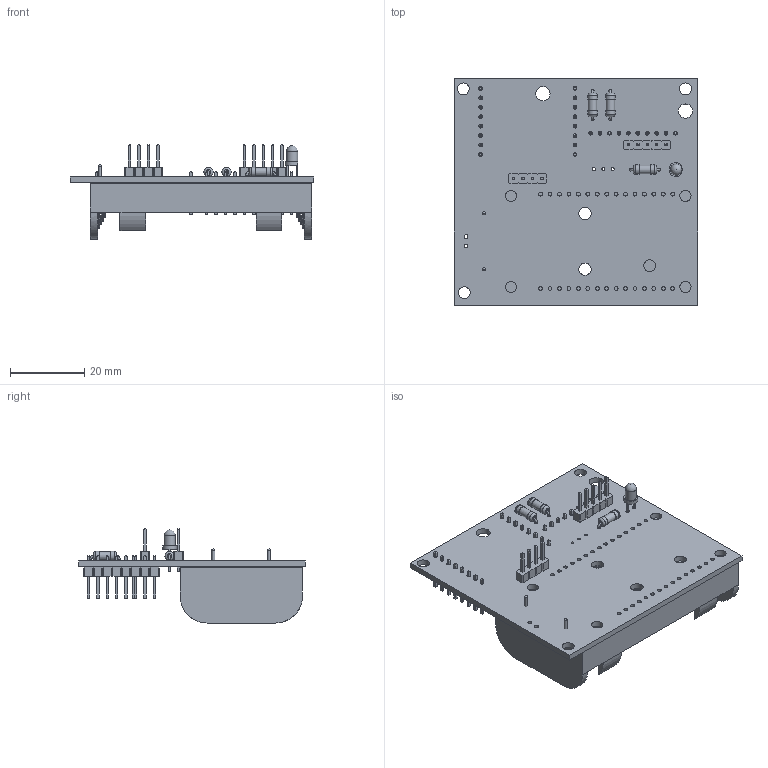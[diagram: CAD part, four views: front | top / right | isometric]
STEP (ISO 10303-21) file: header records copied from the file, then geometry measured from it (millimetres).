
FILE_DESCRIPTION(('KiCad electronic assembly'),'2;1');
FILE_NAME('loRa.step','2024-07-21T10:26:40',('Pcbnew'),('Kicad'), 'Open CASCADE STEP processor 7.7','KiCad to STEP converter','Unknown' );
FILE_SCHEMA(('AUTOMOTIVE_DESIGN { 1 0 10303 214 1 1 1 1 }'));
Length unit declared in the file: millimetre
Products named in the file (16): loRa 1; R_Axial_DIN0207_L6.3mm_D2.5mm_P7.62mm_Horizontal; R_Axial_DIN0207_L63mm_D25mm_P762mm_Horizontal; PinHeader_1x04_P2.54mm_Vertical; PinHeader_1x04_P254mm_Vertical; LED_D3.0mm; PinHeader_1x05_P2.54mm_Vertical; PinHeader_1x05_P254mm_Vertical; PinHeader_1x08_P2.54mm_Vertical; PinHeader_1x08_P254mm_Vertical; BatteryHolder_Keystone_2462_2xAA; Keystone_2462_2xAA; PinHeader_1x10_P2.54mm_Vertical; PinHeader_1x10_P254mm_Vertical; loRa_PCB
Assembly tree (18 placements, depth 3):
  loRa 1
    R_Axial_DIN0207_L6.3mm_D2.5mm_P7.62mm_Horizontal  x3
      R_Axial_DIN0207_L63mm_D25mm_P762mm_Horizontal
    PinHeader_1x04_P2.54mm_Vertical
      PinHeader_1x04_P254mm_Vertical
    LED_D3.0mm
      LED_D3.0mm
    PinHeader_1x05_P2.54mm_Vertical
      PinHeader_1x05_P254mm_Vertical
    PinHeader_1x08_P2.54mm_Vertical  x2
      PinHeader_1x08_P254mm_Vertical
    BatteryHolder_Keystone_2462_2xAA
      Keystone_2462_2xAA
    PinHeader_1x10_P2.54mm_Vertical
      PinHeader_1x10_P254mm_Vertical
    loRa_PCB
Bounding box: 65.53 x 60.83 x 25.34 mm (x, y, z)
Volume: 13570.2 mm3; surface area: 18929.8 mm2
Topology: 20 solids, 20 shells, 1108 faces, 2649 edges, 1666 vertices
Faces by surface type: plane 955, cylinder 138, torus 12, revolution 2, sphere 1
Full cylindrical faces by diameter (mm): 0.02 x1, 0.6 x6, 0.8 x11, 0.9 x2, 1 x35, 1.02 x32, 1.933 x2, 2.25 x3, 2.5 x6, 3 x5, 3.2 x4, 3.3 x2, 3.43 x2, 3.81 x2, 3.867 x4, 5.8 x4, 7.733 x4, 9.667 x2
Entity records: 31934 total; most frequent: CARTESIAN_POINT 4966, ORIENTED_EDGE 4260, DIRECTION 4211, EDGE_CURVE 2130, LINE 1841, VECTOR 1841, VERTEX_POINT 1347, AXIS2_PLACEMENT_3D 1184
